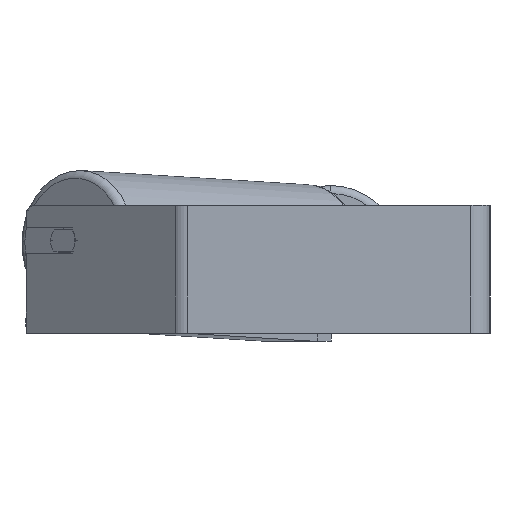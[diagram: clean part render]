
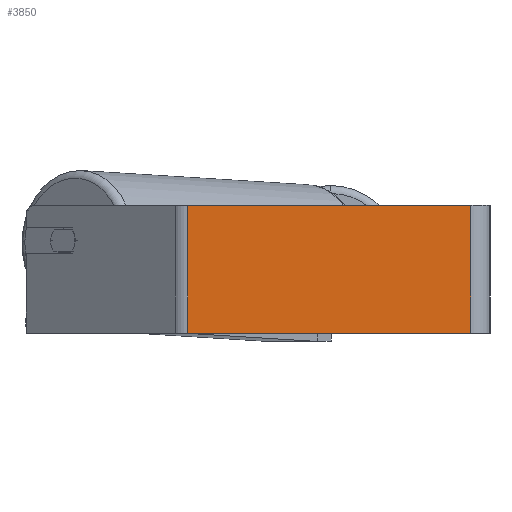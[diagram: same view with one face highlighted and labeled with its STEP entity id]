
A CAD part, left-side view. The second image highlights one B-rep face of the part: STEP entity #3850.
In plain terms, the highlighted planar face has unit normal (-1, 0, 0).
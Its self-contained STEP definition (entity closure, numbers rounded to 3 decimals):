
#557 = CARTESIAN_POINT ( 'NONE',  ( -400., 12., 40. ) ) ;
#797 = VERTEX_POINT ( 'NONE', #7056 ) ;
#1092 = DIRECTION ( 'NONE',  ( 0., 0., -1. ) ) ;
#1283 = DIRECTION ( 'NONE',  ( 0., 0., -1. ) ) ;
#1623 = LINE ( 'NONE', #7077, #5366 ) ;
#1655 = EDGE_CURVE ( 'NONE', #4608, #4801, #1623, .T. ) ;
#1797 = EDGE_CURVE ( 'NONE', #797, #4608, #8729, .T. ) ;
#2022 = CARTESIAN_POINT ( 'NONE',  ( -400., 193.684, 40. ) ) ;
#2179 = VERTEX_POINT ( 'NONE', #557 ) ;
#2287 = DIRECTION ( 'NONE',  ( 0., -1., 0. ) ) ;
#2598 = CARTESIAN_POINT ( 'NONE',  ( -400., 189.316, -40. ) ) ;
#2959 = ORIENTED_EDGE ( 'NONE', *, *, #3284, .F. ) ;
#2974 = LINE ( 'NONE', #4369, #7569 ) ;
#3219 = DIRECTION ( 'NONE',  ( 1., 0., 0. ) ) ;
#3284 = EDGE_CURVE ( 'NONE', #797, #2179, #2974, .T. ) ;
#3298 = ORIENTED_EDGE ( 'NONE', *, *, #6273, .F. ) ;
#3850 = ADVANCED_FACE ( 'NONE', ( #6826 ), #4027, .F. ) ;
#4027 = PLANE ( 'NONE',  #6569 ) ;
#4083 = CARTESIAN_POINT ( 'NONE',  ( -400., 189.316, 40. ) ) ;
#4369 = CARTESIAN_POINT ( 'NONE',  ( -400., 193.684, 40. ) ) ;
#4451 = DIRECTION ( 'NONE',  ( 0., -1., 0. ) ) ;
#4608 = VERTEX_POINT ( 'NONE', #2598 ) ;
#4801 = VERTEX_POINT ( 'NONE', #8478 ) ;
#5366 = VECTOR ( 'NONE', #4451, 1000. ) ;
#5549 = DIRECTION ( 'NONE',  ( 0., 0., -1. ) ) ;
#5893 = ORIENTED_EDGE ( 'NONE', *, *, #1797, .T. ) ;
#6273 = EDGE_CURVE ( 'NONE', #2179, #4801, #7773, .T. ) ;
#6569 = AXIS2_PLACEMENT_3D ( 'NONE', #2022, #3219, #1092 ) ;
#6826 = FACE_OUTER_BOUND ( 'NONE', #7211, .T. ) ;
#7056 = CARTESIAN_POINT ( 'NONE',  ( -400., 189.316, 40. ) ) ;
#7077 = CARTESIAN_POINT ( 'NONE',  ( -400., 193.684, -40. ) ) ;
#7211 = EDGE_LOOP ( 'NONE', ( #8330, #3298, #2959, #5893 ) ) ;
#7569 = VECTOR ( 'NONE', #2287, 1000. ) ;
#7773 = LINE ( 'NONE', #8415, #8889 ) ;
#8271 = VECTOR ( 'NONE', #1283, 1000. ) ;
#8330 = ORIENTED_EDGE ( 'NONE', *, *, #1655, .T. ) ;
#8415 = CARTESIAN_POINT ( 'NONE',  ( -400., 12., 40. ) ) ;
#8478 = CARTESIAN_POINT ( 'NONE',  ( -400., 12., -40. ) ) ;
#8729 = LINE ( 'NONE', #4083, #8271 ) ;
#8889 = VECTOR ( 'NONE', #5549, 1000. ) ;
